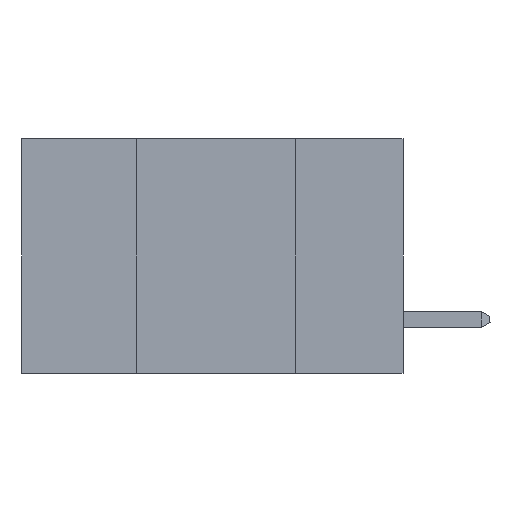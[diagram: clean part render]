
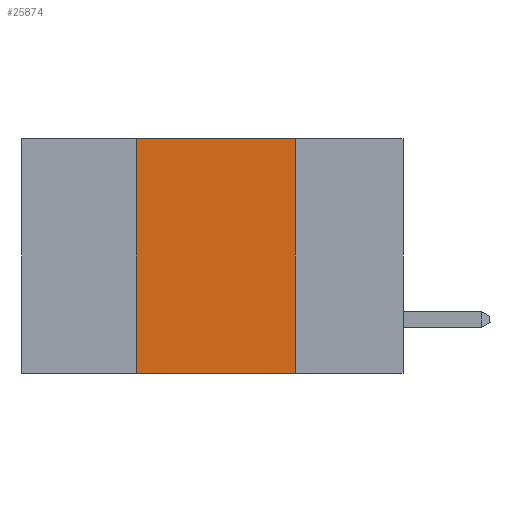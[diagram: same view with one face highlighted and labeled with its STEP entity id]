
A CAD part, left-side view. The second image highlights one B-rep face of the part: STEP entity #25874.
In plain terms, the highlighted planar face has unit normal (-1, 0, 0).
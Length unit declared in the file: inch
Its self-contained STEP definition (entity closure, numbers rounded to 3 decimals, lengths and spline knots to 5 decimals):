
#4221 = EDGE_CURVE ( 'NONE', #32516, #10375, #15443, .T. ) ;
#5655 = CARTESIAN_POINT ( 'NONE',  ( 0., 0.42, 0. ) ) ;
#7275 = CARTESIAN_POINT ( 'NONE',  ( 0., 0.42, 0. ) ) ;
#10375 = VERTEX_POINT ( 'NONE', #30268 ) ;
#10425 = EDGE_CURVE ( 'NONE', #40415, #10375, #38380, .T. ) ;
#14881 = CARTESIAN_POINT ( 'NONE',  ( 0., 0.6, -0.37 ) ) ;
#15443 = LINE ( 'NONE', #40209, #43278 ) ;
#16663 = VERTEX_POINT ( 'NONE', #5655 ) ;
#17518 = CARTESIAN_POINT ( 'NONE',  ( 0., 0.6, 0. ) ) ;
#19306 = CARTESIAN_POINT ( 'NONE',  ( 0., 0.42, -0.37 ) ) ;
#20431 = ORIENTED_EDGE ( 'NONE', *, *, #42745, .F. ) ;
#22482 = DIRECTION ( 'NONE',  ( 0., -1., 0. ) ) ;
#23130 = EDGE_LOOP ( 'NONE', ( #40391, #39375, #20431, #34920 ) ) ;
#25363 = VECTOR ( 'NONE', #22482, 39.37008 ) ;
#25874 = ADVANCED_FACE ( 'NONE', ( #34929 ), #29306, .F. ) ;
#27930 = LINE ( 'NONE', #7275, #29213 ) ;
#29213 = VECTOR ( 'NONE', #48799, 39.37008 ) ;
#29236 = VECTOR ( 'NONE', #45429, 39.37008 ) ;
#29306 = PLANE ( 'NONE',  #36438 ) ;
#30268 = CARTESIAN_POINT ( 'NONE',  ( 0., 0.17, -0.37 ) ) ;
#32516 = VERTEX_POINT ( 'NONE', #38729 ) ;
#33067 = EDGE_CURVE ( 'NONE', #16663, #32516, #43984, .T. ) ;
#34920 = ORIENTED_EDGE ( 'NONE', *, *, #10425, .T. ) ;
#34929 = FACE_OUTER_BOUND ( 'NONE', #23130, .T. ) ;
#36438 = AXIS2_PLACEMENT_3D ( 'NONE', #17518, #36529, #48130 ) ;
#36529 = DIRECTION ( 'NONE',  ( 1., 0., 0. ) ) ;
#38380 = LINE ( 'NONE', #14881, #25363 ) ;
#38729 = CARTESIAN_POINT ( 'NONE',  ( 0., 0.17, 0. ) ) ;
#39375 = ORIENTED_EDGE ( 'NONE', *, *, #33067, .F. ) ;
#40209 = CARTESIAN_POINT ( 'NONE',  ( 0., 0.17, 0. ) ) ;
#40391 = ORIENTED_EDGE ( 'NONE', *, *, #4221, .F. ) ;
#40415 = VERTEX_POINT ( 'NONE', #19306 ) ;
#41649 = CARTESIAN_POINT ( 'NONE',  ( 0., 0.6, 0. ) ) ;
#42745 = EDGE_CURVE ( 'NONE', #40415, #16663, #27930, .T. ) ;
#43278 = VECTOR ( 'NONE', #47661, 39.37008 ) ;
#43984 = LINE ( 'NONE', #41649, #29236 ) ;
#45429 = DIRECTION ( 'NONE',  ( 0., -1., 0. ) ) ;
#47661 = DIRECTION ( 'NONE',  ( 0., 0., -1. ) ) ;
#48130 = DIRECTION ( 'NONE',  ( 0., 0., -1. ) ) ;
#48799 = DIRECTION ( 'NONE',  ( 0., 0., 1. ) ) ;
